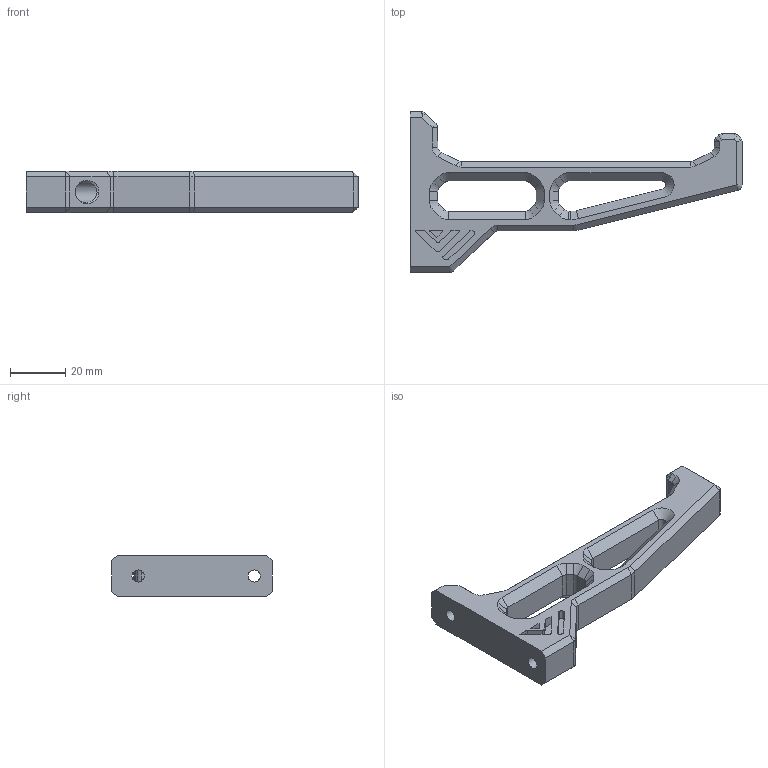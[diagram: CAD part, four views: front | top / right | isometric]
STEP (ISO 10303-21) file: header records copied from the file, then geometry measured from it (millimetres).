
FILE_DESCRIPTION(/* description */ (''),/* implementation_level */ '2;1');
FILE_NAME(/* name */ 'Spool_Holder_M4_Front_Hole..stp',/* time_stamp */ '2023-10-05T11:18:05-04:00',/* author */ ('hugob'),/* organization */ (''),/* preprocessor_version */ 'ST-DEVELOPER v20',/* originating_system */ 'Autodesk Inventor 2024',/* authorisation */ '');
FILE_SCHEMA (('AUTOMOTIVE_DESIGN { 1 0 10303 214 3 1 1 }'));
Length unit declared in the file: millimetre
Products named in the file (1): main body
Bounding box: 120 x 58 x 15 mm (x, y, z)
Volume: 32866.5 mm3; surface area: 12923.8 mm2
Topology: 1 solids, 1 shells, 225 faces, 550 edges, 315 vertices
Faces by surface type: plane 110, cone 60, cylinder 48, bspline 7
Full cylindrical faces by diameter (mm): 4.2 x1, 4.4 x2, 7.6 x2
Entity records: 6801 total; most frequent: CARTESIAN_POINT 1522, DIRECTION 1104, ORIENTED_EDGE 1058, EDGE_CURVE 529, LINE 368, VECTOR 368, AXIS2_PLACEMENT_3D 368, VERTEX_POINT 308
